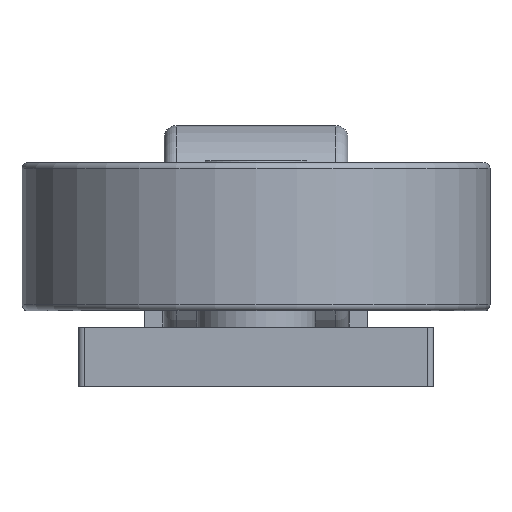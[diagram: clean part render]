
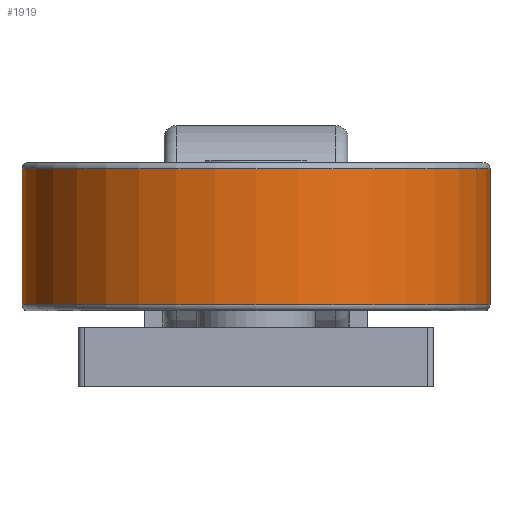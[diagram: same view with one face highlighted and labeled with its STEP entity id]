
A CAD part, left-side view. The second image highlights one B-rep face of the part: STEP entity #1919.
In plain terms, the highlighted cylindrical face has radius 79 mm (diameter 158 mm), a full revolution.
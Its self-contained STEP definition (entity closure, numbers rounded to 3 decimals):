
#83=LINE('',#3143,#226);
#226=VECTOR('',#2544,79.);
#325=CYLINDRICAL_SURFACE('',#2112,79.);
#439=FACE_OUTER_BOUND('',#551,.T.);
#551=EDGE_LOOP('',(#1515,#1516,#1517,#1518,#1519,#1520,#1521,#1522));
#694=CIRCLE('',#2108,79.);
#695=CIRCLE('',#2109,79.);
#697=CIRCLE('',#2111,79.);
#698=CIRCLE('',#2113,79.);
#699=CIRCLE('',#2114,79.);
#700=CIRCLE('',#2115,79.);
#859=VERTEX_POINT('',#3130);
#860=VERTEX_POINT('',#3131);
#861=VERTEX_POINT('',#3133);
#862=VERTEX_POINT('',#3138);
#863=VERTEX_POINT('',#3139);
#864=VERTEX_POINT('',#3141);
#1097=EDGE_CURVE('',#859,#860,#694,.T.);
#1098=EDGE_CURVE('',#860,#861,#695,.T.);
#1100=EDGE_CURVE('',#861,#859,#697,.T.);
#1101=EDGE_CURVE('',#862,#863,#698,.T.);
#1102=EDGE_CURVE('',#864,#862,#699,.T.);
#1103=EDGE_CURVE('',#864,#860,#83,.T.);
#1104=EDGE_CURVE('',#863,#864,#700,.T.);
#1515=ORIENTED_EDGE('',*,*,#1101,.F.);
#1516=ORIENTED_EDGE('',*,*,#1102,.F.);
#1517=ORIENTED_EDGE('',*,*,#1103,.T.);
#1518=ORIENTED_EDGE('',*,*,#1097,.F.);
#1519=ORIENTED_EDGE('',*,*,#1100,.F.);
#1520=ORIENTED_EDGE('',*,*,#1098,.F.);
#1521=ORIENTED_EDGE('',*,*,#1103,.F.);
#1522=ORIENTED_EDGE('',*,*,#1104,.F.);
#1919=ADVANCED_FACE('',(#439),#325,.T.);
#2108=AXIS2_PLACEMENT_3D('',#3132,#2530,#2531);
#2109=AXIS2_PLACEMENT_3D('',#3134,#2532,#2533);
#2111=AXIS2_PLACEMENT_3D('',#3136,#2536,#2537);
#2112=AXIS2_PLACEMENT_3D('',#3137,#2538,#2539);
#2113=AXIS2_PLACEMENT_3D('',#3140,#2540,#2541);
#2114=AXIS2_PLACEMENT_3D('',#3142,#2542,#2543);
#2115=AXIS2_PLACEMENT_3D('',#3144,#2545,#2546);
#2530=DIRECTION('center_axis',(0.,0.,
1.));
#2531=DIRECTION('ref_axis',(0.,-1.,0.));
#2532=DIRECTION('center_axis',(0.,0.,
1.));
#2533=DIRECTION('ref_axis',(0.,-1.,0.));
#2536=DIRECTION('center_axis',(0.,0.,
1.));
#2537=DIRECTION('ref_axis',(0.,-1.,0.));
#2538=DIRECTION('center_axis',(0.,0.,
-1.));
#2539=DIRECTION('ref_axis',(0.,1.,0.));
#2540=DIRECTION('center_axis',(0.,0.,
-1.));
#2541=DIRECTION('ref_axis',(0.,-1.,0.));
#2542=DIRECTION('center_axis',(0.,0.,
-1.));
#2543=DIRECTION('ref_axis',(0.,-1.,0.));
#2544=DIRECTION('',(0.,0.,1.));
#2545=DIRECTION('center_axis',(0.,0.,
-1.));
#2546=DIRECTION('ref_axis',(0.,-1.,0.));
#3130=CARTESIAN_POINT('',(-55.497,82.605,35.45));
#3131=CARTESIAN_POINT('',(-55.497,-75.395,35.45));
#3132=CARTESIAN_POINT('Origin',(-55.497,3.605,35.45));
#3133=CARTESIAN_POINT('',(23.503,3.605,35.45));
#3134=CARTESIAN_POINT('Origin',(-55.497,3.605,35.45));
#3136=CARTESIAN_POINT('Origin',(-55.497,3.605,35.45));
#3137=CARTESIAN_POINT('Origin',(-55.497,3.605,12.45));
#3138=CARTESIAN_POINT('',(-55.497,82.605,-10.55));
#3139=CARTESIAN_POINT('',(23.503,3.605,-10.55));
#3140=CARTESIAN_POINT('Origin',(-55.497,3.605,-10.55));
#3141=CARTESIAN_POINT('',(-55.497,-75.395,-10.55));
#3142=CARTESIAN_POINT('Origin',(-55.497,3.605,-10.55));
#3143=CARTESIAN_POINT('',(-55.497,-75.395,12.45));
#3144=CARTESIAN_POINT('Origin',(-55.497,3.605,-10.55));
